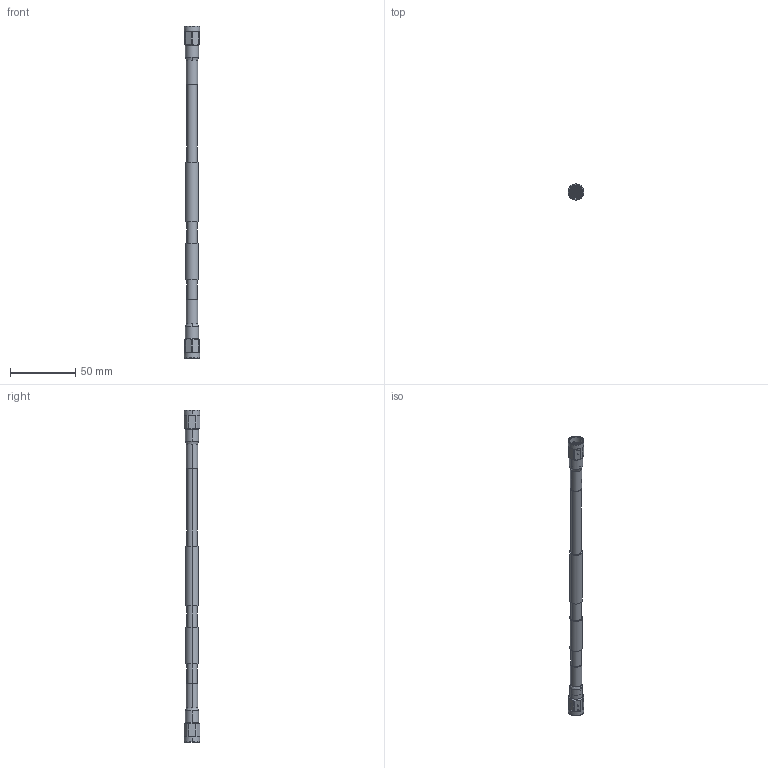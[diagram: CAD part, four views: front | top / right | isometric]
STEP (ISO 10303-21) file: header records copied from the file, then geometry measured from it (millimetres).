
FILE_DESCRIPTION (( 'STEP AP214' ), '1' );
FILE_NAME ('FMCA2260.step', '2021-02-09T19:10:08', ( '' ), ( '' ), 'SwSTEP 2.0', 'SolidWorks 2018', '' );
FILE_SCHEMA (( 'AUTOMOTIVE_DESIGN' ));
Length unit declared in the file: inch
Products named in the file (4): Heat Shrink^FMCA2260; FMCA2260; FMCN1708^FMCA2260; FM-1/4SFHC^FMCA2260
Assembly tree (5 placements, depth 2):
  FMCA2260
    FM-1/4SFHC^FMCA2260
    Heat Shrink^FMCA2260  x2
    FMCN1708^FMCA2260  x2
Bounding box: 12 x 12 x 254.51 mm (x, y, z)
Volume: 16185.4 mm3; surface area: 10663.4 mm2
Topology: 5 solids, 5 shells, 368 faces, 932 edges, 598 vertices
Faces by surface type: plane 174, cylinder 110, cone 56, torus 18, bspline 10
Entity records: 7129 total; most frequent: CARTESIAN_POINT 2454, ORIENTED_EDGE 962, DIRECTION 936, EDGE_CURVE 481, AXIS2_PLACEMENT_3D 364, VERTEX_POINT 309, VECTOR 208, LINE 208
